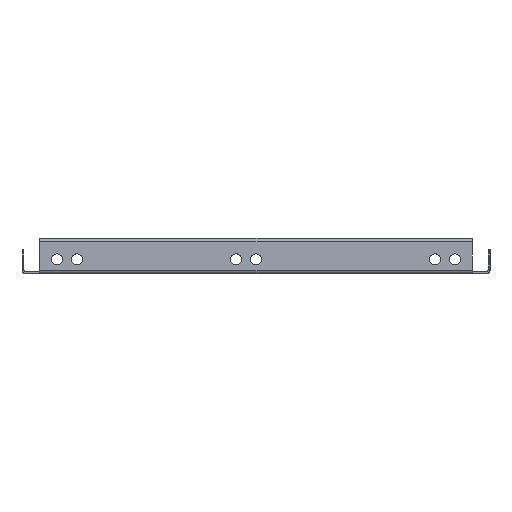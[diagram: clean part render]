
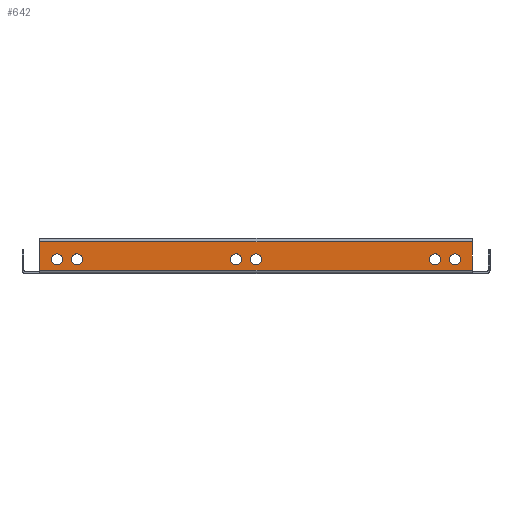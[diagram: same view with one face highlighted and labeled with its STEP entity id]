
A CAD part, left-side view. The second image highlights one B-rep face of the part: STEP entity #642.
In plain terms, the highlighted planar face has unit normal (-1, 0, 0).
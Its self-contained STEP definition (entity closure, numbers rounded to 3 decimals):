
#10 = ORIENTED_EDGE ( 'NONE', *, *, #413, .T. ) ;
#14 = CARTESIAN_POINT ( 'NONE',  ( -221.7, 12.5, 11.25 ) ) ;
#79 = VERTEX_POINT ( 'NONE', #5710 ) ;
#113 = CARTESIAN_POINT ( 'NONE',  ( -221.7, -125., 11.25 ) ) ;
#125 = LINE ( 'NONE', #3585, #5355 ) ;
#170 = EDGE_LOOP ( 'NONE', ( #518, #1995 ) ) ;
#320 = CIRCLE ( 'NONE', #5863, 3.45 ) ;
#329 = CARTESIAN_POINT ( 'NONE',  ( -221.7, -112.5, 7.8 ) ) ;
#368 = DIRECTION ( 'NONE',  ( 0., 0., -1. ) ) ;
#413 = EDGE_CURVE ( 'NONE', #550, #3578, #1024, .T. ) ;
#433 = FACE_BOUND ( 'NONE', #938, .T. ) ;
#496 = VECTOR ( 'NONE', #3296, 1000. ) ;
#518 = ORIENTED_EDGE ( 'NONE', *, *, #1477, .T. ) ;
#530 = DIRECTION ( 'NONE',  ( 1., 0., 0. ) ) ;
#550 = VERTEX_POINT ( 'NONE', #2436 ) ;
#556 = AXIS2_PLACEMENT_3D ( 'NONE', #4974, #4519, #368 ) ;
#604 = DIRECTION ( 'NONE',  ( 0., 0., -1. ) ) ;
#635 = AXIS2_PLACEMENT_3D ( 'NONE', #5923, #5890, #3609 ) ;
#642 = ADVANCED_FACE ( 'NONE', ( #6096, #433, #4043, #2434, #1609, #5277, #4907 ), #2086, .T. ) ;
#665 = DIRECTION ( 'NONE',  ( 0., 0., 1. ) ) ;
#676 = DIRECTION ( 'NONE',  ( 0., 0., -1. ) ) ;
#715 = VECTOR ( 'NONE', #5077, 1000. ) ;
#818 = AXIS2_PLACEMENT_3D ( 'NONE', #2517, #4868, #665 ) ;
#833 = EDGE_CURVE ( 'NONE', #2232, #2422, #4253, .T. ) ;
#891 = AXIS2_PLACEMENT_3D ( 'NONE', #3749, #1388, #1407 ) ;
#906 = EDGE_LOOP ( 'NONE', ( #10, #2963 ) ) ;
#917 = DIRECTION ( 'NONE',  ( 0., 0., -1. ) ) ;
#919 = DIRECTION ( 'NONE',  ( 0., 0., -1. ) ) ;
#938 = EDGE_LOOP ( 'NONE', ( #1842, #1433 ) ) ;
#948 = VERTEX_POINT ( 'NONE', #14 ) ;
#978 = DIRECTION ( 'NONE',  ( 1., 0., 0. ) ) ;
#1024 = CIRCLE ( 'NONE', #891, 3.45 ) ;
#1056 = ORIENTED_EDGE ( 'NONE', *, *, #833, .T. ) ;
#1242 = CARTESIAN_POINT ( 'NONE',  ( -221.7, 0., 7.8 ) ) ;
#1287 = DIRECTION ( 'NONE',  ( 0., 0., -1. ) ) ;
#1320 = VERTEX_POINT ( 'NONE', #5345 ) ;
#1388 = DIRECTION ( 'NONE',  ( 1., 0., 0. ) ) ;
#1391 = AXIS2_PLACEMENT_3D ( 'NONE', #1242, #1775, #2221 ) ;
#1407 = DIRECTION ( 'NONE',  ( 0., 0., -1. ) ) ;
#1433 = ORIENTED_EDGE ( 'NONE', *, *, #2351, .T. ) ;
#1477 = EDGE_CURVE ( 'NONE', #4750, #4382, #5341, .T. ) ;
#1481 = CARTESIAN_POINT ( 'NONE',  ( -221.7, 12.5, 4.35 ) ) ;
#1609 = FACE_BOUND ( 'NONE', #3036, .T. ) ;
#1614 = AXIS2_PLACEMENT_3D ( 'NONE', #2317, #6067, #3706 ) ;
#1671 = CARTESIAN_POINT ( 'NONE',  ( -221.7, 0., 11.25 ) ) ;
#1673 = ORIENTED_EDGE ( 'NONE', *, *, #5002, .T. ) ;
#1744 = EDGE_CURVE ( 'NONE', #1320, #2232, #5422, .T. ) ;
#1775 = DIRECTION ( 'NONE',  ( 1., 0., 0. ) ) ;
#1793 = CIRCLE ( 'NONE', #5976, 3.45 ) ;
#1842 = ORIENTED_EDGE ( 'NONE', *, *, #4740, .T. ) ;
#1854 = VERTEX_POINT ( 'NONE', #1671 ) ;
#1857 = EDGE_CURVE ( 'NONE', #2568, #4137, #4313, .T. ) ;
#1861 = ORIENTED_EDGE ( 'NONE', *, *, #2593, .T. ) ;
#1907 = DIRECTION ( 'NONE',  ( 1., 0., 0. ) ) ;
#1941 = DIRECTION ( 'NONE',  ( 0., 0., -1. ) ) ;
#1995 = ORIENTED_EDGE ( 'NONE', *, *, #5391, .T. ) ;
#2003 = CARTESIAN_POINT ( 'NONE',  ( -221.7, -125., 7.8 ) ) ;
#2018 = CIRCLE ( 'NONE', #1391, 3.45 ) ;
#2086 = PLANE ( 'NONE',  #818 ) ;
#2126 = CIRCLE ( 'NONE', #4664, 3.45 ) ;
#2161 = CARTESIAN_POINT ( 'NONE',  ( -221.7, -135.8, 0. ) ) ;
#2163 = DIRECTION ( 'NONE',  ( 0., -1., 0. ) ) ;
#2221 = DIRECTION ( 'NONE',  ( 0., 0., -1. ) ) ;
#2232 = VERTEX_POINT ( 'NONE', #3095 ) ;
#2237 = AXIS2_PLACEMENT_3D ( 'NONE', #2003, #3627, #917 ) ;
#2287 = CARTESIAN_POINT ( 'NONE',  ( -221.7, -125., 4.35 ) ) ;
#2317 = CARTESIAN_POINT ( 'NONE',  ( -221.7, 112.5, 7.8 ) ) ;
#2329 = CARTESIAN_POINT ( 'NONE',  ( -221.7, 135.8, 0. ) ) ;
#2351 = EDGE_CURVE ( 'NONE', #1854, #4353, #2018, .T. ) ;
#2360 = CARTESIAN_POINT ( 'NONE',  ( -221.7, 0., 7.8 ) ) ;
#2381 = EDGE_CURVE ( 'NONE', #4066, #79, #5788, .T. ) ;
#2422 = VERTEX_POINT ( 'NONE', #5474 ) ;
#2434 = FACE_BOUND ( 'NONE', #906, .T. ) ;
#2436 = CARTESIAN_POINT ( 'NONE',  ( -221.7, -112.5, 4.35 ) ) ;
#2463 = CARTESIAN_POINT ( 'NONE',  ( -221.7, 112.5, 11.25 ) ) ;
#2494 = CARTESIAN_POINT ( 'NONE',  ( -221.7, 125., 7.8 ) ) ;
#2517 = CARTESIAN_POINT ( 'NONE',  ( -221.7, 0., 0. ) ) ;
#2540 = DIRECTION ( 'NONE',  ( 1., 0., 0. ) ) ;
#2568 = VERTEX_POINT ( 'NONE', #2287 ) ;
#2593 = EDGE_CURVE ( 'NONE', #948, #3654, #1793, .T. ) ;
#2660 = AXIS2_PLACEMENT_3D ( 'NONE', #6086, #1907, #919 ) ;
#2734 = CARTESIAN_POINT ( 'NONE',  ( -221.7, 135.8, 1. ) ) ;
#2812 = ORIENTED_EDGE ( 'NONE', *, *, #1744, .T. ) ;
#2905 = CARTESIAN_POINT ( 'NONE',  ( -221.7, 12.5, 7.8 ) ) ;
#2963 = ORIENTED_EDGE ( 'NONE', *, *, #5140, .T. ) ;
#2965 = CARTESIAN_POINT ( 'NONE',  ( -221.7, 0., 4.35 ) ) ;
#2971 = DIRECTION ( 'NONE',  ( 1., 0., 0. ) ) ;
#3036 = EDGE_LOOP ( 'NONE', ( #3486, #6102 ) ) ;
#3095 = CARTESIAN_POINT ( 'NONE',  ( -221.7, -135.8, 18.8 ) ) ;
#3257 = EDGE_CURVE ( 'NONE', #3654, #948, #320, .T. ) ;
#3296 = DIRECTION ( 'NONE',  ( 0., 0., -1. ) ) ;
#3341 = EDGE_LOOP ( 'NONE', ( #5791, #1673, #2812, #1056 ) ) ;
#3392 = CIRCLE ( 'NONE', #4457, 3.45 ) ;
#3434 = ORIENTED_EDGE ( 'NONE', *, *, #3257, .T. ) ;
#3486 = ORIENTED_EDGE ( 'NONE', *, *, #4649, .T. ) ;
#3575 = EDGE_CURVE ( 'NONE', #2422, #3821, #6056, .T. ) ;
#3578 = VERTEX_POINT ( 'NONE', #5629 ) ;
#3585 = CARTESIAN_POINT ( 'NONE',  ( -221.7, 0., 1. ) ) ;
#3609 = DIRECTION ( 'NONE',  ( 0., 0., -1. ) ) ;
#3627 = DIRECTION ( 'NONE',  ( 1., 0., 0. ) ) ;
#3652 = CARTESIAN_POINT ( 'NONE',  ( -221.7, 0., 18.8 ) ) ;
#3654 = VERTEX_POINT ( 'NONE', #1481 ) ;
#3706 = DIRECTION ( 'NONE',  ( 0., 0., -1. ) ) ;
#3749 = CARTESIAN_POINT ( 'NONE',  ( -221.7, -112.5, 7.8 ) ) ;
#3806 = EDGE_LOOP ( 'NONE', ( #5320, #4329 ) ) ;
#3821 = VERTEX_POINT ( 'NONE', #2734 ) ;
#4043 = FACE_BOUND ( 'NONE', #170, .T. ) ;
#4066 = VERTEX_POINT ( 'NONE', #2463 ) ;
#4132 = DIRECTION ( 'NONE',  ( 1., 0., 0. ) ) ;
#4137 = VERTEX_POINT ( 'NONE', #113 ) ;
#4253 = LINE ( 'NONE', #3652, #715 ) ;
#4309 = CARTESIAN_POINT ( 'NONE',  ( -221.7, 125., 11.25 ) ) ;
#4313 = CIRCLE ( 'NONE', #2237, 3.45 ) ;
#4328 = CIRCLE ( 'NONE', #635, 3.45 ) ;
#4329 = ORIENTED_EDGE ( 'NONE', *, *, #5844, .T. ) ;
#4353 = VERTEX_POINT ( 'NONE', #2965 ) ;
#4382 = VERTEX_POINT ( 'NONE', #4309 ) ;
#4438 = CARTESIAN_POINT ( 'NONE',  ( -221.7, 12.5, 7.8 ) ) ;
#4457 = AXIS2_PLACEMENT_3D ( 'NONE', #2494, #2971, #604 ) ;
#4519 = DIRECTION ( 'NONE',  ( 1., 0., 0. ) ) ;
#4597 = AXIS2_PLACEMENT_3D ( 'NONE', #329, #4132, #1287 ) ;
#4649 = EDGE_CURVE ( 'NONE', #79, #4066, #4905, .T. ) ;
#4664 = AXIS2_PLACEMENT_3D ( 'NONE', #2360, #530, #1941 ) ;
#4740 = EDGE_CURVE ( 'NONE', #4353, #1854, #2126, .T. ) ;
#4750 = VERTEX_POINT ( 'NONE', #5619 ) ;
#4785 = DIRECTION ( 'NONE',  ( 0., 0., -1. ) ) ;
#4868 = DIRECTION ( 'NONE',  ( -1., 0., 0. ) ) ;
#4905 = CIRCLE ( 'NONE', #1614, 3.45 ) ;
#4907 = FACE_OUTER_BOUND ( 'NONE', #3341, .T. ) ;
#4974 = CARTESIAN_POINT ( 'NONE',  ( -221.7, 112.5, 7.8 ) ) ;
#5002 = EDGE_CURVE ( 'NONE', #3821, #1320, #125, .T. ) ;
#5077 = DIRECTION ( 'NONE',  ( 0., 1., 0. ) ) ;
#5140 = EDGE_CURVE ( 'NONE', #3578, #550, #5812, .T. ) ;
#5277 = FACE_BOUND ( 'NONE', #3806, .T. ) ;
#5320 = ORIENTED_EDGE ( 'NONE', *, *, #1857, .T. ) ;
#5341 = CIRCLE ( 'NONE', #2660, 3.45 ) ;
#5345 = CARTESIAN_POINT ( 'NONE',  ( -221.7, -135.8, 1. ) ) ;
#5355 = VECTOR ( 'NONE', #2163, 1000. ) ;
#5391 = EDGE_CURVE ( 'NONE', #4382, #4750, #3392, .T. ) ;
#5422 = LINE ( 'NONE', #2161, #5795 ) ;
#5474 = CARTESIAN_POINT ( 'NONE',  ( -221.7, 135.8, 18.8 ) ) ;
#5485 = EDGE_LOOP ( 'NONE', ( #3434, #1861 ) ) ;
#5619 = CARTESIAN_POINT ( 'NONE',  ( -221.7, 125., 4.35 ) ) ;
#5629 = CARTESIAN_POINT ( 'NONE',  ( -221.7, -112.5, 11.25 ) ) ;
#5710 = CARTESIAN_POINT ( 'NONE',  ( -221.7, 112.5, 4.35 ) ) ;
#5788 = CIRCLE ( 'NONE', #556, 3.45 ) ;
#5791 = ORIENTED_EDGE ( 'NONE', *, *, #3575, .T. ) ;
#5795 = VECTOR ( 'NONE', #5849, 1000. ) ;
#5812 = CIRCLE ( 'NONE', #4597, 3.45 ) ;
#5844 = EDGE_CURVE ( 'NONE', #4137, #2568, #4328, .T. ) ;
#5849 = DIRECTION ( 'NONE',  ( 0., 0., 1. ) ) ;
#5863 = AXIS2_PLACEMENT_3D ( 'NONE', #4438, #2540, #676 ) ;
#5890 = DIRECTION ( 'NONE',  ( 1., 0., 0. ) ) ;
#5923 = CARTESIAN_POINT ( 'NONE',  ( -221.7, -125., 7.8 ) ) ;
#5976 = AXIS2_PLACEMENT_3D ( 'NONE', #2905, #978, #4785 ) ;
#6056 = LINE ( 'NONE', #2329, #496 ) ;
#6067 = DIRECTION ( 'NONE',  ( 1., 0., 0. ) ) ;
#6086 = CARTESIAN_POINT ( 'NONE',  ( -221.7, 125., 7.8 ) ) ;
#6096 = FACE_BOUND ( 'NONE', #5485, .T. ) ;
#6102 = ORIENTED_EDGE ( 'NONE', *, *, #2381, .T. ) ;
